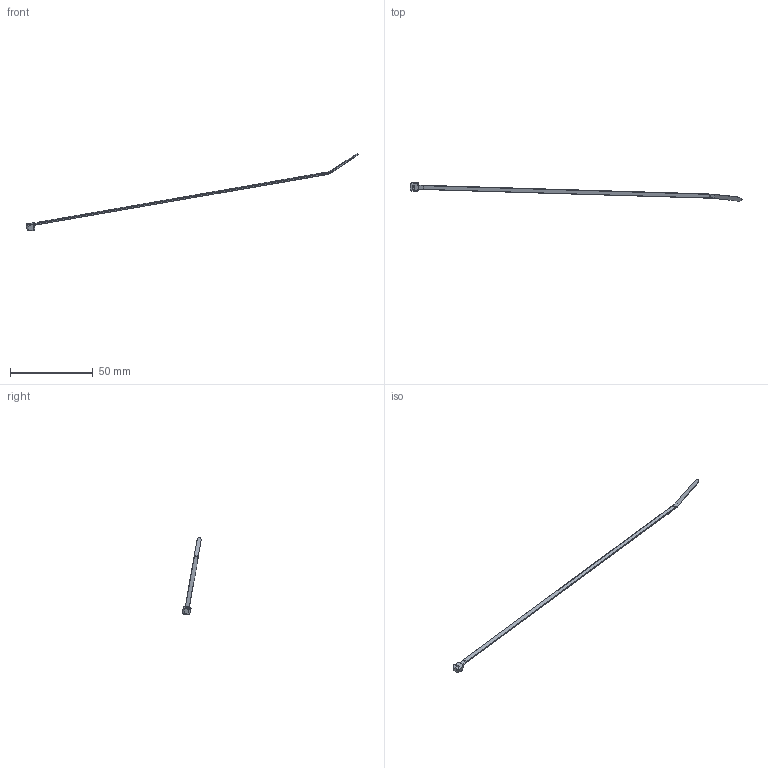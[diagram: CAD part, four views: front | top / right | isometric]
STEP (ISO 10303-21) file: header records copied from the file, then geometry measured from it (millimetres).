
FILE_DESCRIPTION(/* description */ (''),/* implementation_level */ '2;1');
FILE_NAME(/* name */ 'PANDUIT_PLT2M.stp',/* time_stamp */ '2013-10-11T12:51:43-05:00',/* author */ (''),/* organization */ (''),/* preprocessor_version */ 'ST-DEVELOPER v11',/* originating_system */ 'SIEMENS PLM Software NX 7.5',/* authorisation */ '');
FILE_SCHEMA (('CONFIG_CONTROL_DESIGN'));
Length unit declared in the file: inch
Products named in the file (1): bwg42ABiiot
Bounding box: 200.48 x 11.28 x 46.92 mm (x, y, z)
Volume: 597.5 mm3; surface area: 1490.1 mm2
Topology: 1 solids, 1 shells, 126 faces, 315 edges, 188 vertices
Faces by surface type: plane 59, cylinder 35, bspline 17, torus 6, cone 5, sphere 4
Entity records: 4178 total; most frequent: CARTESIAN_POINT 1160, ORIENTED_EDGE 624, DIRECTION 605, EDGE_CURVE 312, AXIS2_PLACEMENT_3D 211, VERTEX_POINT 188, LINE 183, VECTOR 183
